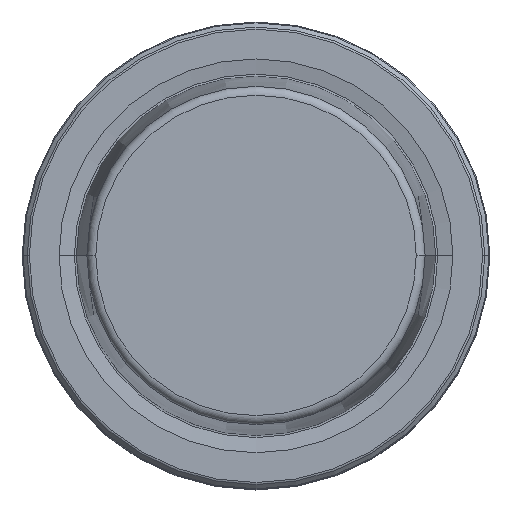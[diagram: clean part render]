
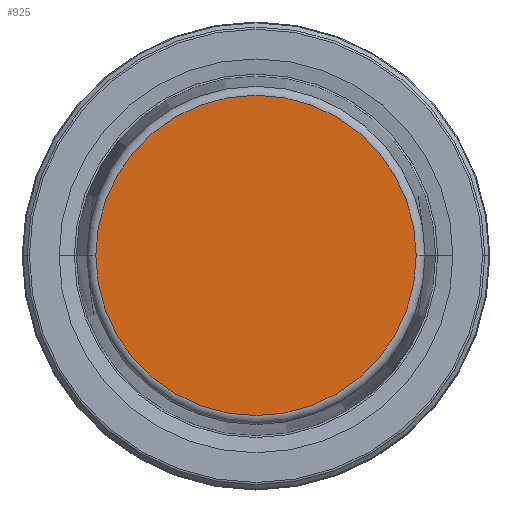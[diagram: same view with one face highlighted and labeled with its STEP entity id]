
A CAD part, top view. The second image highlights one B-rep face of the part: STEP entity #925.
In plain terms, the highlighted planar face has unit normal (0, 0, 1).
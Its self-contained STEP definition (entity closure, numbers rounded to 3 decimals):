
#11 = CIRCLE ( 'NONE', #1117, 21.581 ) ;
#38 = AXIS2_PLACEMENT_3D ( 'NONE', #519, #338, #1011 ) ;
#162 = FACE_OUTER_BOUND ( 'NONE', #433, .T. ) ;
#174 = VERTEX_POINT ( 'NONE', #688 ) ;
#199 = CARTESIAN_POINT ( 'NONE',  ( 0., 0., 31.9 ) ) ;
#278 = DIRECTION ( 'NONE',  ( 0., 0., 1. ) ) ;
#303 = DIRECTION ( 'NONE',  ( 1., 0., 0. ) ) ;
#338 = DIRECTION ( 'NONE',  ( 0., 0., -1. ) ) ;
#342 = CARTESIAN_POINT ( 'NONE',  ( -21.581, 0., 31.9 ) ) ;
#417 = EDGE_CURVE ( 'NONE', #174, #1010, #1253, .T. ) ;
#433 = EDGE_LOOP ( 'NONE', ( #886, #1067 ) ) ;
#519 = CARTESIAN_POINT ( 'NONE',  ( 0., 0., 31.9 ) ) ;
#688 = CARTESIAN_POINT ( 'NONE',  ( 21.581, 0., 31.9 ) ) ;
#692 = AXIS2_PLACEMENT_3D ( 'NONE', #857, #278, #811 ) ;
#703 = EDGE_CURVE ( 'NONE', #1010, #174, #11, .T. ) ;
#807 = PLANE ( 'NONE',  #38 ) ;
#811 = DIRECTION ( 'NONE',  ( 1., 0., 0. ) ) ;
#857 = CARTESIAN_POINT ( 'NONE',  ( 0., 0., 31.9 ) ) ;
#872 = DIRECTION ( 'NONE',  ( 0., 0., 1. ) ) ;
#886 = ORIENTED_EDGE ( 'NONE', *, *, #417, .T. ) ;
#925 = ADVANCED_FACE ( 'NONE', ( #162 ), #807, .F. ) ;
#1010 = VERTEX_POINT ( 'NONE', #342 ) ;
#1011 = DIRECTION ( 'NONE',  ( -1., 0., 0. ) ) ;
#1067 = ORIENTED_EDGE ( 'NONE', *, *, #703, .T. ) ;
#1117 = AXIS2_PLACEMENT_3D ( 'NONE', #199, #872, #303 ) ;
#1253 = CIRCLE ( 'NONE', #692, 21.581 ) ;
